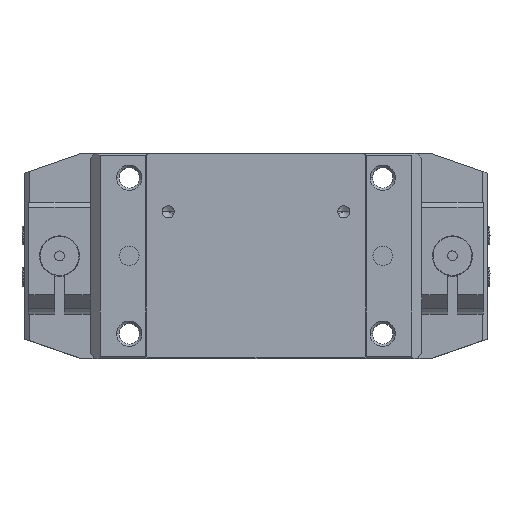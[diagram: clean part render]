
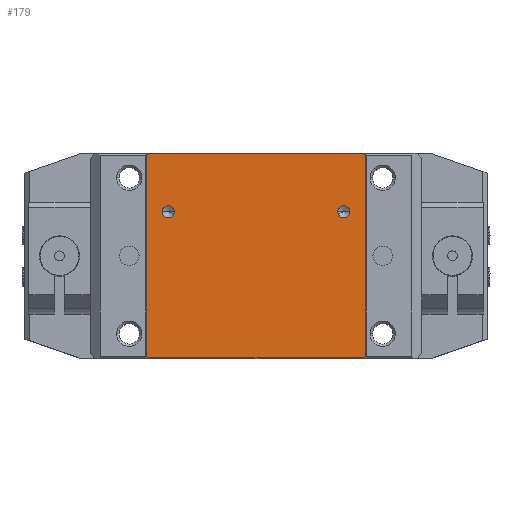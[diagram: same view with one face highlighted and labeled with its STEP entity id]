
A CAD part, top view. The second image highlights one B-rep face of the part: STEP entity #179.
In plain terms, the highlighted planar face has unit normal (0, 0, 1).
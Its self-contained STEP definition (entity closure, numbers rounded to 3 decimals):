
#179 = ADVANCED_FACE ( 'NONE', ( #13577, #18137, #10422 ), #8149, .F. ) ;
#522 = VECTOR ( 'NONE', #29427, 1000. ) ;
#964 = CARTESIAN_POINT ( 'NONE',  ( -37.365, -14.472, 110.942 ) ) ;
#1085 = CIRCLE ( 'NONE', #21399, 1.25 ) ;
#1428 = DIRECTION ( 'NONE',  ( 1., 0., 0. ) ) ;
#1710 = CIRCLE ( 'NONE', #30901, 0.5 ) ;
#1984 = DIRECTION ( 'NONE',  ( 0., 0., 1. ) ) ;
#2372 = VERTEX_POINT ( 'NONE', #15686 ) ;
#2523 = AXIS2_PLACEMENT_3D ( 'NONE', #27963, #1984, #31289 ) ;
#2742 = CIRCLE ( 'NONE', #28902, 1.25 ) ;
#2975 = ORIENTED_EDGE ( 'NONE', *, *, #36408, .T. ) ;
#3048 = EDGE_CURVE ( 'NONE', #25722, #6807, #24110, .T. ) ;
#3121 = EDGE_CURVE ( 'NONE', #4274, #15349, #35477, .T. ) ;
#3486 = VERTEX_POINT ( 'NONE', #20248 ) ;
#3840 = ORIENTED_EDGE ( 'NONE', *, *, #27563, .T. ) ;
#3889 = DIRECTION ( 'NONE',  ( 0., 1., 0. ) ) ;
#3926 = ORIENTED_EDGE ( 'NONE', *, *, #30007, .F. ) ;
#4274 = VERTEX_POINT ( 'NONE', #32873 ) ;
#4640 = CARTESIAN_POINT ( 'NONE',  ( -37.365, 26.828, 110.942 ) ) ;
#5272 = ORIENTED_EDGE ( 'NONE', *, *, #17984, .F. ) ;
#5867 = CARTESIAN_POINT ( 'NONE',  ( -37.365, -14.472, 110.942 ) ) ;
#5899 = ORIENTED_EDGE ( 'NONE', *, *, #9715, .F. ) ;
#6043 = CIRCLE ( 'NONE', #23917, 0.5 ) ;
#6381 = EDGE_CURVE ( 'NONE', #32018, #11005, #23501, .T. ) ;
#6807 = VERTEX_POINT ( 'NONE', #20214 ) ;
#7000 = DIRECTION ( 'NONE',  ( 0., 0., 1. ) ) ;
#8149 = PLANE ( 'NONE',  #36005 ) ;
#8662 = VERTEX_POINT ( 'NONE', #22145 ) ;
#9232 = DIRECTION ( 'NONE',  ( 0., 0., 1. ) ) ;
#9715 = EDGE_CURVE ( 'NONE', #8662, #28260, #28984, .T. ) ;
#10031 = ORIENTED_EDGE ( 'NONE', *, *, #3048, .F. ) ;
#10209 = CARTESIAN_POINT ( 'NONE',  ( -37.365, 27.328, 110.942 ) ) ;
#10422 = FACE_OUTER_BOUND ( 'NONE', #22874, .T. ) ;
#10839 = CARTESIAN_POINT ( 'NONE',  ( 1.885, 15.428, 110.942 ) ) ;
#10902 = ORIENTED_EDGE ( 'NONE', *, *, #3121, .F. ) ;
#11005 = VERTEX_POINT ( 'NONE', #24643 ) ;
#11261 = VECTOR ( 'NONE', #3889, 1000. ) ;
#11342 = CARTESIAN_POINT ( 'NONE',  ( -36.865, -14.472, 110.942 ) ) ;
#11354 = DIRECTION ( 'NONE',  ( 1., 0., 0. ) ) ;
#13453 = EDGE_CURVE ( 'NONE', #23411, #2372, #32856, .T. ) ;
#13577 = FACE_BOUND ( 'NONE', #28930, .T. ) ;
#13746 = CARTESIAN_POINT ( 'NONE',  ( 3.135, 15.428, 110.942 ) ) ;
#15349 = VERTEX_POINT ( 'NONE', #10839 ) ;
#15686 = CARTESIAN_POINT ( 'NONE',  ( 7.635, -13.972, 110.942 ) ) ;
#16196 = DIRECTION ( 'NONE',  ( 0., 0., 1. ) ) ;
#16323 = CARTESIAN_POINT ( 'NONE',  ( -32.865, 15.428, 110.942 ) ) ;
#16426 = ORIENTED_EDGE ( 'NONE', *, *, #32011, .T. ) ;
#16753 = ORIENTED_EDGE ( 'NONE', *, *, #34215, .T. ) ;
#16836 = CIRCLE ( 'NONE', #34806, 0.5 ) ;
#16929 = CARTESIAN_POINT ( 'NONE',  ( -14.865, 6.428, 110.942 ) ) ;
#17164 = AXIS2_PLACEMENT_3D ( 'NONE', #17459, #26499, #29563 ) ;
#17458 = DIRECTION ( 'NONE',  ( -1., 0., 0. ) ) ;
#17459 = CARTESIAN_POINT ( 'NONE',  ( 7.135, 26.828, 110.942 ) ) ;
#17984 = EDGE_CURVE ( 'NONE', #3486, #32614, #26729, .T. ) ;
#18137 = FACE_BOUND ( 'NONE', #28815, .T. ) ;
#20214 = CARTESIAN_POINT ( 'NONE',  ( 7.135, 27.328, 110.942 ) ) ;
#20248 = CARTESIAN_POINT ( 'NONE',  ( -37.365, -13.972, 110.942 ) ) ;
#20644 = CARTESIAN_POINT ( 'NONE',  ( 7.635, 26.828, 110.942 ) ) ;
#21399 = AXIS2_PLACEMENT_3D ( 'NONE', #33470, #7000, #30313 ) ;
#22145 = CARTESIAN_POINT ( 'NONE',  ( 7.135, -14.472, 110.942 ) ) ;
#22874 = EDGE_LOOP ( 'NONE', ( #2975, #10031, #16426, #5272, #3840, #5899, #16753, #25757 ) ) ;
#23044 = VECTOR ( 'NONE', #17458, 1000. ) ;
#23411 = VERTEX_POINT ( 'NONE', #20644 ) ;
#23426 = CARTESIAN_POINT ( 'NONE',  ( 7.635, -14.472, 110.942 ) ) ;
#23501 = CIRCLE ( 'NONE', #2523, 1.25 ) ;
#23607 = DIRECTION ( 'NONE',  ( 1., 0., 0. ) ) ;
#23917 = AXIS2_PLACEMENT_3D ( 'NONE', #27988, #33821, #36756 ) ;
#24110 = LINE ( 'NONE', #10209, #30980 ) ;
#24643 = CARTESIAN_POINT ( 'NONE',  ( -34.115, 15.428, 110.942 ) ) ;
#24848 = AXIS2_PLACEMENT_3D ( 'NONE', #13746, #37183, #31354 ) ;
#24991 = DIRECTION ( 'NONE',  ( 1., 0., 0. ) ) ;
#25168 = ORIENTED_EDGE ( 'NONE', *, *, #6381, .F. ) ;
#25722 = VERTEX_POINT ( 'NONE', #27155 ) ;
#25736 = DIRECTION ( 'NONE',  ( 0., 0., 1. ) ) ;
#25757 = ORIENTED_EDGE ( 'NONE', *, *, #13453, .F. ) ;
#26499 = DIRECTION ( 'NONE',  ( 0., 0., 1. ) ) ;
#26729 = LINE ( 'NONE', #964, #11261 ) ;
#27155 = CARTESIAN_POINT ( 'NONE',  ( -36.865, 27.328, 110.942 ) ) ;
#27563 = EDGE_CURVE ( 'NONE', #3486, #28260, #1710, .T. ) ;
#27963 = CARTESIAN_POINT ( 'NONE',  ( -32.865, 15.428, 110.942 ) ) ;
#27988 = CARTESIAN_POINT ( 'NONE',  ( -36.865, 26.828, 110.942 ) ) ;
#28260 = VERTEX_POINT ( 'NONE', #11342 ) ;
#28412 = DIRECTION ( 'NONE',  ( 1., 0., 0. ) ) ;
#28529 = DIRECTION ( 'NONE',  ( 0., 0., -1. ) ) ;
#28815 = EDGE_LOOP ( 'NONE', ( #25168, #29400 ) ) ;
#28902 = AXIS2_PLACEMENT_3D ( 'NONE', #16323, #16196, #24991 ) ;
#28930 = EDGE_LOOP ( 'NONE', ( #10902, #3926 ) ) ;
#28984 = LINE ( 'NONE', #5867, #23044 ) ;
#29400 = ORIENTED_EDGE ( 'NONE', *, *, #36252, .F. ) ;
#29427 = DIRECTION ( 'NONE',  ( 0., -1., 0. ) ) ;
#29563 = DIRECTION ( 'NONE',  ( 1., 0., 0. ) ) ;
#30007 = EDGE_CURVE ( 'NONE', #15349, #4274, #1085, .T. ) ;
#30313 = DIRECTION ( 'NONE',  ( 1., 0., 0. ) ) ;
#30901 = AXIS2_PLACEMENT_3D ( 'NONE', #31615, #25736, #11354 ) ;
#30980 = VECTOR ( 'NONE', #1428, 1000. ) ;
#31289 = DIRECTION ( 'NONE',  ( 1., 0., 0. ) ) ;
#31354 = DIRECTION ( 'NONE',  ( 1., 0., 0. ) ) ;
#31615 = CARTESIAN_POINT ( 'NONE',  ( -36.865, -13.972, 110.942 ) ) ;
#32011 = EDGE_CURVE ( 'NONE', #25722, #32614, #6043, .T. ) ;
#32018 = VERTEX_POINT ( 'NONE', #33326 ) ;
#32614 = VERTEX_POINT ( 'NONE', #4640 ) ;
#32756 = CIRCLE ( 'NONE', #17164, 0.5 ) ;
#32856 = LINE ( 'NONE', #23426, #522 ) ;
#32873 = CARTESIAN_POINT ( 'NONE',  ( 4.385, 15.428, 110.942 ) ) ;
#33326 = CARTESIAN_POINT ( 'NONE',  ( -31.615, 15.428, 110.942 ) ) ;
#33470 = CARTESIAN_POINT ( 'NONE',  ( 3.135, 15.428, 110.942 ) ) ;
#33821 = DIRECTION ( 'NONE',  ( 0., 0., 1. ) ) ;
#34215 = EDGE_CURVE ( 'NONE', #8662, #2372, #16836, .T. ) ;
#34806 = AXIS2_PLACEMENT_3D ( 'NONE', #35332, #9232, #23607 ) ;
#35332 = CARTESIAN_POINT ( 'NONE',  ( 7.135, -13.972, 110.942 ) ) ;
#35477 = CIRCLE ( 'NONE', #24848, 1.25 ) ;
#36005 = AXIS2_PLACEMENT_3D ( 'NONE', #16929, #28529, #28412 ) ;
#36252 = EDGE_CURVE ( 'NONE', #11005, #32018, #2742, .T. ) ;
#36408 = EDGE_CURVE ( 'NONE', #23411, #6807, #32756, .T. ) ;
#36756 = DIRECTION ( 'NONE',  ( 1., 0., 0. ) ) ;
#37183 = DIRECTION ( 'NONE',  ( 0., 0., 1. ) ) ;
